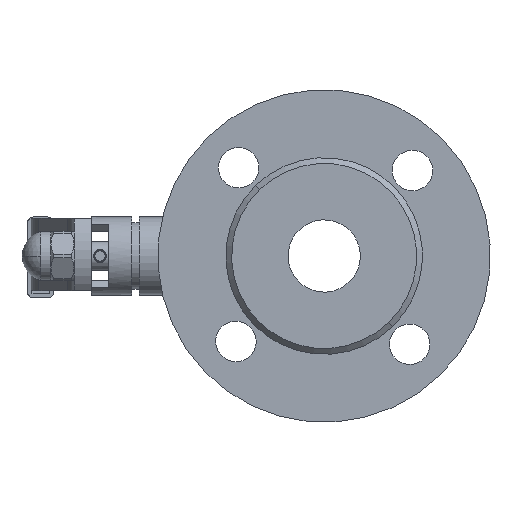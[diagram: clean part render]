
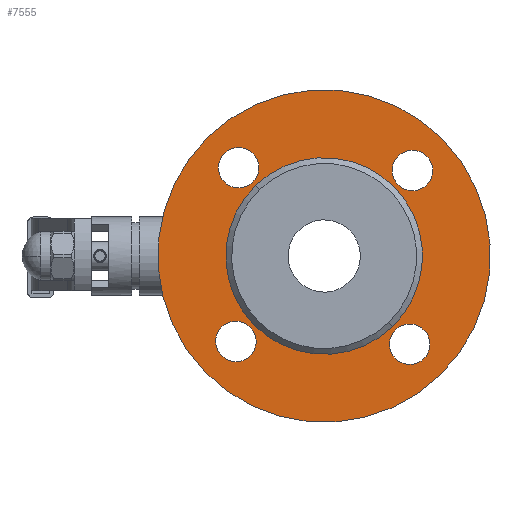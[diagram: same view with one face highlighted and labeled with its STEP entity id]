
A CAD part, left-side view. The second image highlights one B-rep face of the part: STEP entity #7555.
In plain terms, the highlighted face is planar.
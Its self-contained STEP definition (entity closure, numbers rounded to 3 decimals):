
#26 = CARTESIAN_POINT ( 'NONE',  ( -35.5, 0., 14. ) ) ;
#138 = DIRECTION ( 'NONE',  ( 0., 0., -1. ) ) ;
#292 = CARTESIAN_POINT ( 'NONE',  ( 0., 0., 14. ) ) ;
#344 = EDGE_LOOP ( 'NONE', ( #8594, #4055 ) ) ;
#409 = EDGE_CURVE ( 'NONE', #2517, #7833, #9500, .T. ) ;
#578 = AXIS2_PLACEMENT_3D ( 'NONE', #5848, #1884, #7236 ) ;
#603 = CARTESIAN_POINT ( 'NONE',  ( 0., 42.5, 14. ) ) ;
#877 = AXIS2_PLACEMENT_3D ( 'NONE', #292, #3418, #4774 ) ;
#914 = CARTESIAN_POINT ( 'NONE',  ( 0., 0., 14. ) ) ;
#1040 = CIRCLE ( 'NONE', #6780, 7. ) ;
#1126 = AXIS2_PLACEMENT_3D ( 'NONE', #4344, #7172, #8006 ) ;
#1150 = VERTEX_POINT ( 'NONE', #3219 ) ;
#1162 = ORIENTED_EDGE ( 'NONE', *, *, #5690, .T. ) ;
#1164 = CARTESIAN_POINT ( 'NONE',  ( 0., -42.5, 14. ) ) ;
#1335 = DIRECTION ( 'NONE',  ( 0., 0., 1. ) ) ;
#1356 = DIRECTION ( 'NONE',  ( 1., 0., 0. ) ) ;
#1415 = DIRECTION ( 'NONE',  ( 0., 0., 1. ) ) ;
#1486 = VERTEX_POINT ( 'NONE', #7642 ) ;
#1537 = CIRCLE ( 'NONE', #8273, 34. ) ;
#1620 = CARTESIAN_POINT ( 'NONE',  ( 34., 0., 14. ) ) ;
#1696 = ORIENTED_EDGE ( 'NONE', *, *, #6499, .T. ) ;
#1713 = CIRCLE ( 'NONE', #3009, 7. ) ;
#1884 = DIRECTION ( 'NONE',  ( 0., 0., 1. ) ) ;
#1933 = ORIENTED_EDGE ( 'NONE', *, *, #9765, .F. ) ;
#1937 = DIRECTION ( 'NONE',  ( 1., 0., 0. ) ) ;
#1959 = EDGE_CURVE ( 'NONE', #6276, #8778, #8033, .T. ) ;
#1983 = DIRECTION ( 'NONE',  ( 1., 0., 0. ) ) ;
#2082 = DIRECTION ( 'NONE',  ( 0., 0., 1. ) ) ;
#2092 = EDGE_CURVE ( 'NONE', #1486, #1150, #2598, .T. ) ;
#2226 = DIRECTION ( 'NONE',  ( 0., 0., 1. ) ) ;
#2280 = DIRECTION ( 'NONE',  ( 0., 0., 1. ) ) ;
#2517 = VERTEX_POINT ( 'NONE', #9829 ) ;
#2598 = CIRCLE ( 'NONE', #3922, 7. ) ;
#2639 = CARTESIAN_POINT ( 'NONE',  ( 57.5, 0., 14. ) ) ;
#2727 = DIRECTION ( 'NONE',  ( 0., 0., 1. ) ) ;
#2775 = ORIENTED_EDGE ( 'NONE', *, *, #7689, .F. ) ;
#2872 = AXIS2_PLACEMENT_3D ( 'NONE', #4769, #3830, #6257 ) ;
#2906 = FACE_BOUND ( 'NONE', #6192, .T. ) ;
#3009 = AXIS2_PLACEMENT_3D ( 'NONE', #1164, #2082, #1983 ) ;
#3116 = EDGE_LOOP ( 'NONE', ( #7426, #9100 ) ) ;
#3219 = CARTESIAN_POINT ( 'NONE',  ( -7., 42.5, 14. ) ) ;
#3269 = DIRECTION ( 'NONE',  ( 1., 0., 0. ) ) ;
#3376 = CIRCLE ( 'NONE', #2872, 7. ) ;
#3418 = DIRECTION ( 'NONE',  ( 0., 0., 1. ) ) ;
#3462 = VERTEX_POINT ( 'NONE', #7108 ) ;
#3628 = FACE_BOUND ( 'NONE', #344, .T. ) ;
#3830 = DIRECTION ( 'NONE',  ( 0., 0., 1. ) ) ;
#3922 = AXIS2_PLACEMENT_3D ( 'NONE', #9170, #1335, #9938 ) ;
#3947 = DIRECTION ( 'NONE',  ( 1., 0., 0. ) ) ;
#4032 = CARTESIAN_POINT ( 'NONE',  ( 0., 0., 14. ) ) ;
#4055 = ORIENTED_EDGE ( 'NONE', *, *, #1959, .F. ) ;
#4330 = CARTESIAN_POINT ( 'NONE',  ( 0., 0., 14. ) ) ;
#4344 = CARTESIAN_POINT ( 'NONE',  ( 0., -42.5, 14. ) ) ;
#4420 = CARTESIAN_POINT ( 'NONE',  ( 0., 0., 14. ) ) ;
#4769 = CARTESIAN_POINT ( 'NONE',  ( 42.5, 0., 14. ) ) ;
#4774 = DIRECTION ( 'NONE',  ( 1., 0., 0. ) ) ;
#5066 = ORIENTED_EDGE ( 'NONE', *, *, #9444, .F. ) ;
#5095 = DIRECTION ( 'NONE',  ( 1., 0., 0. ) ) ;
#5180 = CARTESIAN_POINT ( 'NONE',  ( -7., -42.5, 14. ) ) ;
#5183 = VERTEX_POINT ( 'NONE', #6031 ) ;
#5415 = EDGE_CURVE ( 'NONE', #1150, #1486, #1040, .T. ) ;
#5452 = EDGE_LOOP ( 'NONE', ( #8750, #1162 ) ) ;
#5690 = EDGE_CURVE ( 'NONE', #5993, #5183, #7593, .T. ) ;
#5735 = VERTEX_POINT ( 'NONE', #9510 ) ;
#5848 = CARTESIAN_POINT ( 'NONE',  ( 42.5, 0., 14. ) ) ;
#5953 = VERTEX_POINT ( 'NONE', #9704 ) ;
#5967 = CIRCLE ( 'NONE', #9602, 57.5 ) ;
#5993 = VERTEX_POINT ( 'NONE', #2639 ) ;
#6031 = CARTESIAN_POINT ( 'NONE',  ( -57.5, 0., 14. ) ) ;
#6192 = EDGE_LOOP ( 'NONE', ( #9572, #1696 ) ) ;
#6257 = DIRECTION ( 'NONE',  ( 1., 0., 0. ) ) ;
#6276 = VERTEX_POINT ( 'NONE', #5180 ) ;
#6403 = DIRECTION ( 'NONE',  ( 1., 0., 0. ) ) ;
#6499 = EDGE_CURVE ( 'NONE', #7833, #2517, #1537, .T. ) ;
#6625 = FACE_OUTER_BOUND ( 'NONE', #5452, .T. ) ;
#6774 = FACE_BOUND ( 'NONE', #8377, .T. ) ;
#6780 = AXIS2_PLACEMENT_3D ( 'NONE', #603, #1415, #3947 ) ;
#6956 = CIRCLE ( 'NONE', #8765, 7. ) ;
#7108 = CARTESIAN_POINT ( 'NONE',  ( 49.5, 0., 14. ) ) ;
#7143 = CIRCLE ( 'NONE', #578, 7. ) ;
#7172 = DIRECTION ( 'NONE',  ( 0., 0., 1. ) ) ;
#7236 = DIRECTION ( 'NONE',  ( 1., 0., 0. ) ) ;
#7250 = CARTESIAN_POINT ( 'NONE',  ( 7., -42.5, 14. ) ) ;
#7310 = EDGE_CURVE ( 'NONE', #7859, #5735, #8592, .T. ) ;
#7426 = ORIENTED_EDGE ( 'NONE', *, *, #2092, .F. ) ;
#7555 = ADVANCED_FACE ( 'NONE', ( #2906, #6625, #8991, #3628, #6774, #9913 ), #8363, .T. ) ;
#7593 = CIRCLE ( 'NONE', #877, 57.5 ) ;
#7606 = AXIS2_PLACEMENT_3D ( 'NONE', #9060, #2727, #5095 ) ;
#7625 = EDGE_CURVE ( 'NONE', #5183, #5993, #5967, .T. ) ;
#7642 = CARTESIAN_POINT ( 'NONE',  ( 7., 42.5, 14. ) ) ;
#7689 = EDGE_CURVE ( 'NONE', #5735, #7859, #6956, .T. ) ;
#7833 = VERTEX_POINT ( 'NONE', #1620 ) ;
#7859 = VERTEX_POINT ( 'NONE', #26 ) ;
#7948 = AXIS2_PLACEMENT_3D ( 'NONE', #4420, #8213, #1937 ) ;
#8006 = DIRECTION ( 'NONE',  ( 1., 0., 0. ) ) ;
#8007 = EDGE_CURVE ( 'NONE', #8778, #6276, #1713, .T. ) ;
#8033 = CIRCLE ( 'NONE', #1126, 7. ) ;
#8172 = AXIS2_PLACEMENT_3D ( 'NONE', #4032, #8597, #6403 ) ;
#8213 = DIRECTION ( 'NONE',  ( 0., 0., 1. ) ) ;
#8273 = AXIS2_PLACEMENT_3D ( 'NONE', #914, #138, #3269 ) ;
#8363 = PLANE ( 'NONE',  #7948 ) ;
#8377 = EDGE_LOOP ( 'NONE', ( #5066, #1933 ) ) ;
#8592 = CIRCLE ( 'NONE', #7606, 7. ) ;
#8594 = ORIENTED_EDGE ( 'NONE', *, *, #8007, .F. ) ;
#8597 = DIRECTION ( 'NONE',  ( 0., 0., -1. ) ) ;
#8750 = ORIENTED_EDGE ( 'NONE', *, *, #7625, .T. ) ;
#8765 = AXIS2_PLACEMENT_3D ( 'NONE', #9347, #2280, #10112 ) ;
#8778 = VERTEX_POINT ( 'NONE', #7250 ) ;
#8836 = EDGE_LOOP ( 'NONE', ( #9213, #2775 ) ) ;
#8991 = FACE_BOUND ( 'NONE', #8836, .T. ) ;
#9060 = CARTESIAN_POINT ( 'NONE',  ( -42.5, 0., 14. ) ) ;
#9100 = ORIENTED_EDGE ( 'NONE', *, *, #5415, .F. ) ;
#9170 = CARTESIAN_POINT ( 'NONE',  ( 0., 42.5, 14. ) ) ;
#9213 = ORIENTED_EDGE ( 'NONE', *, *, #7310, .F. ) ;
#9347 = CARTESIAN_POINT ( 'NONE',  ( -42.5, 0., 14. ) ) ;
#9444 = EDGE_CURVE ( 'NONE', #3462, #5953, #7143, .T. ) ;
#9500 = CIRCLE ( 'NONE', #8172, 34. ) ;
#9510 = CARTESIAN_POINT ( 'NONE',  ( -49.5, 0., 14. ) ) ;
#9572 = ORIENTED_EDGE ( 'NONE', *, *, #409, .T. ) ;
#9602 = AXIS2_PLACEMENT_3D ( 'NONE', #4330, #2226, #1356 ) ;
#9704 = CARTESIAN_POINT ( 'NONE',  ( 35.5, 0., 14. ) ) ;
#9765 = EDGE_CURVE ( 'NONE', #5953, #3462, #3376, .T. ) ;
#9829 = CARTESIAN_POINT ( 'NONE',  ( -34., 0., 14. ) ) ;
#9913 = FACE_BOUND ( 'NONE', #3116, .T. ) ;
#9938 = DIRECTION ( 'NONE',  ( 1., 0., 0. ) ) ;
#10112 = DIRECTION ( 'NONE',  ( 1., 0., 0. ) ) ;
